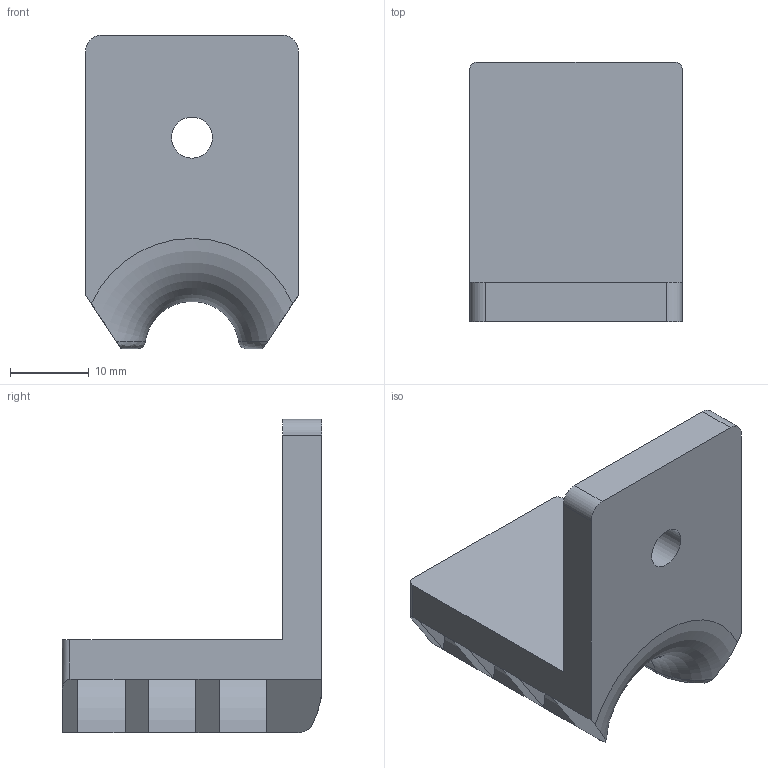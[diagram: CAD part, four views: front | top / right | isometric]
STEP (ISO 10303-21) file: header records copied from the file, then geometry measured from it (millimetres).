
FILE_DESCRIPTION(/* description */ (''),/* implementation_level */ '2;1');
FILE_NAME(/* name */ 'Cable_mount v9.step',/* time_stamp */ '2020-09-24T11:21:37-07:00',/* author */ (''),/* organization */ (''),/* preprocessor_version */ 'ST-DEVELOPER v18.1',/* originating_system */ 'Autodesk Translation Framework v9.3.0.1241',/* authorisation */ '');
FILE_SCHEMA (('AUTOMOTIVE_DESIGN { 1 0 10303 214 3 1 1 }'));
Length unit declared in the file: millimetre
Products named in the file (1): Cable_mount
Bounding box: 27 x 33 x 39.8 mm (x, y, z)
Volume: 9330 mm3; surface area: 6006.4 mm2
Topology: 1 solids, 1 shells, 47 faces, 127 edges, 76 vertices
Faces by surface type: plane 29, cylinder 14, bspline 2, cone 1, torus 1
Full cylindrical faces by diameter (mm): 5.2 x1
Entity records: 1585 total; most frequent: CARTESIAN_POINT 365, ORIENTED_EDGE 254, DIRECTION 237, EDGE_CURVE 127, LINE 89, VECTOR 89, VERTEX_POINT 76, AXIS2_PLACEMENT_3D 74
